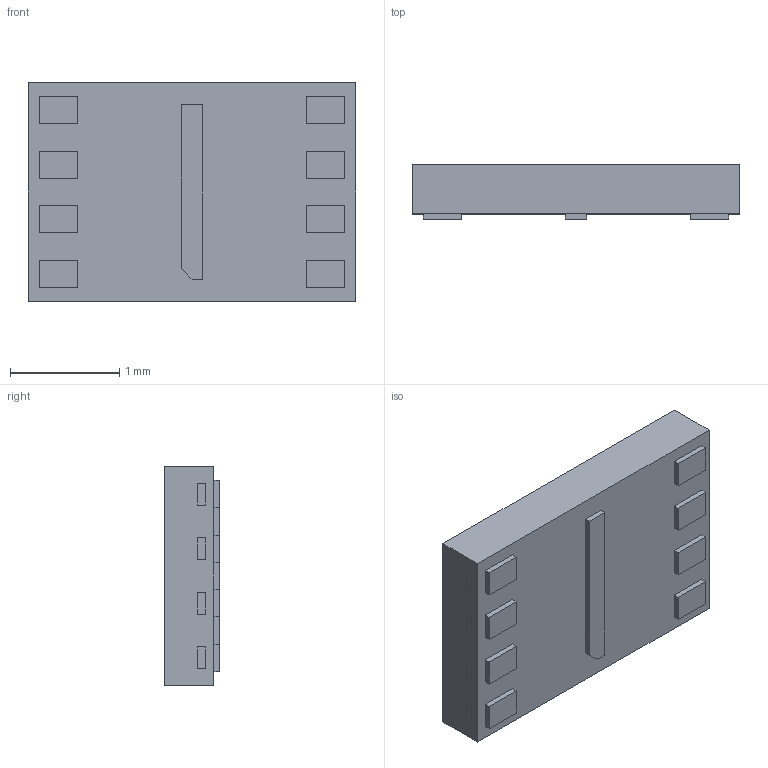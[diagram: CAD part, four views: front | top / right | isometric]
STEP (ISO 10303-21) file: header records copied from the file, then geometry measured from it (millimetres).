
FILE_DESCRIPTION (( 'STEP AP214' ), '1' );
FILE_NAME ('GD25Q16CEIGR.STEP', '2021-03-13T19:34:40', ( '' ), ( '' ), 'SwSTEP 2.0', 'SolidWorks 2017', '' );
FILE_SCHEMA (( 'AUTOMOTIVE_DESIGN' ));
Length unit declared in the file: millimetre
Products named in the file (1): GD25Q16CEIGR
Bounding box: 3 x 0.5 x 2 mm (x, y, z)
Volume: 2.8 mm3; surface area: 32.5 mm2
Topology: 15 solids, 15 shells, 108 faces, 231 edges, 154 vertices
Faces by surface type: plane 104, cylinder 4
Entity records: 3039 total; most frequent: CARTESIAN_POINT 494, ORIENTED_EDGE 462, DIRECTION 457, EDGE_CURVE 231, LINE 223, VECTOR 223, VERTEX_POINT 154, AXIS2_PLACEMENT_3D 117
